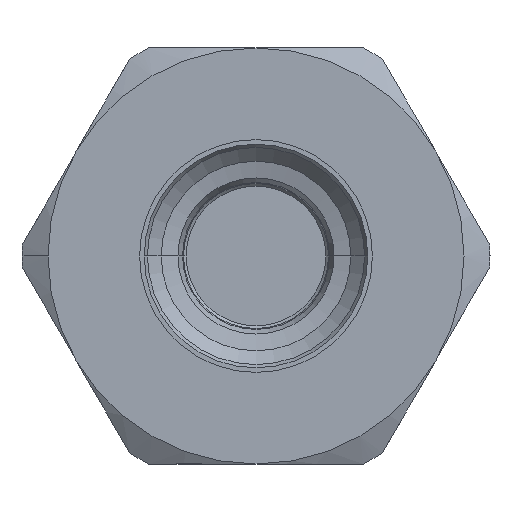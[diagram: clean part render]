
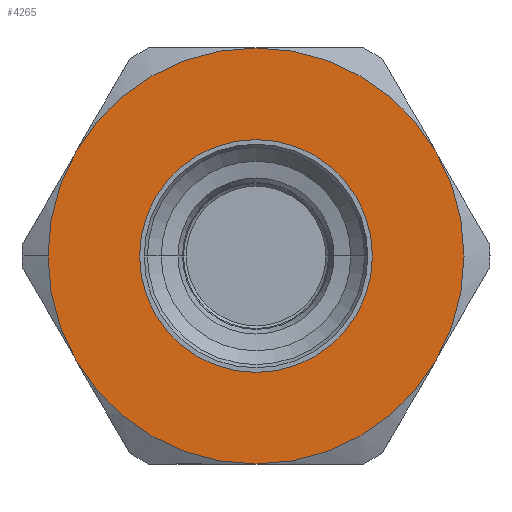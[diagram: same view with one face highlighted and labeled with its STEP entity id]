
A CAD part, left-side view. The second image highlights one B-rep face of the part: STEP entity #4265.
In plain terms, the highlighted planar face has unit normal (-1, 0, 0).
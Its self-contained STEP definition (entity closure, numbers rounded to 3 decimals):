
#93 = CIRCLE ( 'NONE', #3656, 16. ) ;
#153 = DIRECTION ( 'NONE',  ( -1., 0., 0. ) ) ;
#157 = VERTEX_POINT ( 'NONE', #5518 ) ;
#253 = CARTESIAN_POINT ( 'NONE',  ( 0., 0., 0. ) ) ;
#267 = DIRECTION ( 'NONE',  ( -1., 0., 0. ) ) ;
#272 = AXIS2_PLACEMENT_3D ( 'NONE', #2159, #4397, #1732 ) ;
#385 = AXIS2_PLACEMENT_3D ( 'NONE', #253, #3436, #739 ) ;
#438 = EDGE_LOOP ( 'NONE', ( #2223, #4500 ) ) ;
#564 = EDGE_CURVE ( 'NONE', #5575, #1903, #2369, .T. ) ;
#568 = AXIS2_PLACEMENT_3D ( 'NONE', #2509, #5573, #2959 ) ;
#678 = EDGE_CURVE ( 'NONE', #1008, #157, #93, .T. ) ;
#739 = DIRECTION ( 'NONE',  ( 0., -1., 0. ) ) ;
#749 = CARTESIAN_POINT ( 'NONE',  ( 0., 0., -16. ) ) ;
#822 = CIRCLE ( 'NONE', #956, 16. ) ;
#826 = CARTESIAN_POINT ( 'NONE',  ( 0., -13.856, 8. ) ) ;
#858 = DIRECTION ( 'NONE',  ( 0., -1., 0. ) ) ;
#881 = DIRECTION ( 'NONE',  ( -1., 0., 0. ) ) ;
#888 = CARTESIAN_POINT ( 'NONE',  ( 0., 13.856, -8. ) ) ;
#898 = CARTESIAN_POINT ( 'NONE',  ( 0., 0., 0. ) ) ;
#907 = CIRCLE ( 'NONE', #5335, 16. ) ;
#947 = EDGE_LOOP ( 'NONE', ( #4698, #5758, #2516, #4498, #3796, #3125, #4377 ) ) ;
#956 = AXIS2_PLACEMENT_3D ( 'NONE', #4774, #2112, #5200 ) ;
#1008 = VERTEX_POINT ( 'NONE', #749 ) ;
#1017 = DIRECTION ( 'NONE',  ( 0., -1., 0. ) ) ;
#1277 = AXIS2_PLACEMENT_3D ( 'NONE', #3011, #267, #3449 ) ;
#1279 = CIRCLE ( 'NONE', #2576, 16. ) ;
#1296 = VERTEX_POINT ( 'NONE', #3933 ) ;
#1356 = CARTESIAN_POINT ( 'NONE',  ( 0., 16., 0. ) ) ;
#1393 = CARTESIAN_POINT ( 'NONE',  ( 0., 0., 0. ) ) ;
#1732 = DIRECTION ( 'NONE',  ( 0., 1., 0. ) ) ;
#1903 = VERTEX_POINT ( 'NONE', #4568 ) ;
#2004 = EDGE_CURVE ( 'NONE', #4101, #1296, #5153, .T. ) ;
#2026 = CARTESIAN_POINT ( 'NONE',  ( 0., 0., 16. ) ) ;
#2074 = AXIS2_PLACEMENT_3D ( 'NONE', #898, #881, #858 ) ;
#2112 = DIRECTION ( 'NONE',  ( -1., 0., 0. ) ) ;
#2157 = EDGE_CURVE ( 'NONE', #2232, #1008, #907, .T. ) ;
#2159 = CARTESIAN_POINT ( 'NONE',  ( 0., 0., 8.955 ) ) ;
#2223 = ORIENTED_EDGE ( 'NONE', *, *, #564, .F. ) ;
#2232 = VERTEX_POINT ( 'NONE', #888 ) ;
#2288 = CARTESIAN_POINT ( 'NONE',  ( 0., -8.955, 0. ) ) ;
#2369 = CIRCLE ( 'NONE', #2074, 8.955 ) ;
#2414 = DIRECTION ( 'NONE',  ( -1., 0., 0. ) ) ;
#2509 = CARTESIAN_POINT ( 'NONE',  ( 0., 0., 0. ) ) ;
#2516 = ORIENTED_EDGE ( 'NONE', *, *, #4131, .T. ) ;
#2576 = AXIS2_PLACEMENT_3D ( 'NONE', #2925, #153, #3361 ) ;
#2627 = FACE_OUTER_BOUND ( 'NONE', #947, .T. ) ;
#2925 = CARTESIAN_POINT ( 'NONE',  ( 0., 0., 0. ) ) ;
#2959 = DIRECTION ( 'NONE',  ( 0., -1., 0. ) ) ;
#3011 = CARTESIAN_POINT ( 'NONE',  ( 0., 0., 0. ) ) ;
#3125 = ORIENTED_EDGE ( 'NONE', *, *, #678, .T. ) ;
#3306 = CIRCLE ( 'NONE', #568, 16. ) ;
#3353 = VERTEX_POINT ( 'NONE', #1356 ) ;
#3361 = DIRECTION ( 'NONE',  ( 0., -1., 0. ) ) ;
#3436 = DIRECTION ( 'NONE',  ( -1., 0., 0. ) ) ;
#3449 = DIRECTION ( 'NONE',  ( 0., -1., 0. ) ) ;
#3656 = AXIS2_PLACEMENT_3D ( 'NONE', #1393, #2414, #1017 ) ;
#3696 = CIRCLE ( 'NONE', #1277, 8.955 ) ;
#3796 = ORIENTED_EDGE ( 'NONE', *, *, #2157, .T. ) ;
#3933 = CARTESIAN_POINT ( 'NONE',  ( 0., 13.856, 8. ) ) ;
#4101 = VERTEX_POINT ( 'NONE', #2026 ) ;
#4131 = EDGE_CURVE ( 'NONE', #1296, #3353, #3306, .T. ) ;
#4204 = EDGE_CURVE ( 'NONE', #157, #4450, #4556, .T. ) ;
#4261 = CARTESIAN_POINT ( 'NONE',  ( 0., 0., 0. ) ) ;
#4265 = ADVANCED_FACE ( 'NONE', ( #4952, #2627 ), #4815, .F. ) ;
#4331 = AXIS2_PLACEMENT_3D ( 'NONE', #4261, #4527, #4542 ) ;
#4377 = ORIENTED_EDGE ( 'NONE', *, *, #4204, .T. ) ;
#4397 = DIRECTION ( 'NONE',  ( 1., 0., 0. ) ) ;
#4450 = VERTEX_POINT ( 'NONE', #826 ) ;
#4498 = ORIENTED_EDGE ( 'NONE', *, *, #4882, .T. ) ;
#4500 = ORIENTED_EDGE ( 'NONE', *, *, #4864, .F. ) ;
#4527 = DIRECTION ( 'NONE',  ( -1., 0., 0. ) ) ;
#4542 = DIRECTION ( 'NONE',  ( 0., -1., 0. ) ) ;
#4556 = CIRCLE ( 'NONE', #385, 16. ) ;
#4568 = CARTESIAN_POINT ( 'NONE',  ( 0., 8.955, 0. ) ) ;
#4610 = DIRECTION ( 'NONE',  ( 0., -1., 0. ) ) ;
#4628 = DIRECTION ( 'NONE',  ( -1., 0., 0. ) ) ;
#4698 = ORIENTED_EDGE ( 'NONE', *, *, #5833, .T. ) ;
#4725 = CARTESIAN_POINT ( 'NONE',  ( 0., 0., 0. ) ) ;
#4774 = CARTESIAN_POINT ( 'NONE',  ( 0., 0., 0. ) ) ;
#4815 = PLANE ( 'NONE',  #272 ) ;
#4864 = EDGE_CURVE ( 'NONE', #1903, #5575, #3696, .T. ) ;
#4882 = EDGE_CURVE ( 'NONE', #3353, #2232, #822, .T. ) ;
#4952 = FACE_BOUND ( 'NONE', #438, .T. ) ;
#5153 = CIRCLE ( 'NONE', #4331, 16. ) ;
#5200 = DIRECTION ( 'NONE',  ( 0., -1., 0. ) ) ;
#5335 = AXIS2_PLACEMENT_3D ( 'NONE', #4725, #4628, #4610 ) ;
#5518 = CARTESIAN_POINT ( 'NONE',  ( 0., -13.856, -8. ) ) ;
#5573 = DIRECTION ( 'NONE',  ( -1., 0., 0. ) ) ;
#5575 = VERTEX_POINT ( 'NONE', #2288 ) ;
#5758 = ORIENTED_EDGE ( 'NONE', *, *, #2004, .T. ) ;
#5833 = EDGE_CURVE ( 'NONE', #4450, #4101, #1279, .T. ) ;
